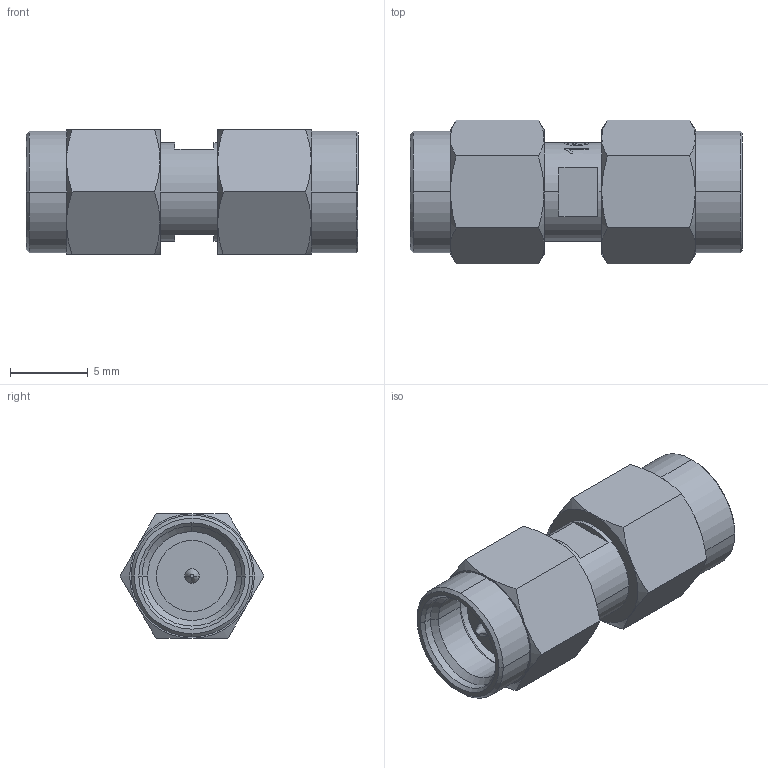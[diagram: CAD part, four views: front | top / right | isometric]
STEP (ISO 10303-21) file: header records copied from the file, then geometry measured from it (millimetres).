
FILE_DESCRIPTION (( 'STEP AP214' ), '1' );
FILE_NAME ('FMAD1657_3D.step', '2023-03-13T20:46:06', ( '' ), ( '' ), 'SwSTEP 2.0', 'SolidWorks 2022', '' );
FILE_SCHEMA (( 'AUTOMOTIVE_DESIGN' ));
Length unit declared in the file: inch
Products named in the file (1): FMAD1657_3D
Bounding box: 21.3 x 9.24 x 8 mm (x, y, z)
Volume: 794.9 mm3; surface area: 975.4 mm2
Topology: 1 solids, 1 shells, 179 faces, 421 edges, 261 vertices
Faces by surface type: cone 57, cylinder 44, plane 44, bspline 34
Entity records: 7747 total; most frequent: CARTESIAN_POINT 3885, ORIENTED_EDGE 842, DIRECTION 711, EDGE_CURVE 421, AXIS2_PLACEMENT_3D 299, VERTEX_POINT 261, EDGE_LOOP 196, ADVANCED_FACE 179
